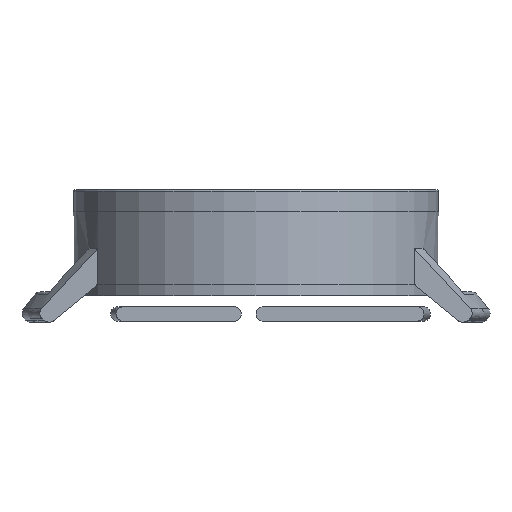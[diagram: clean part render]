
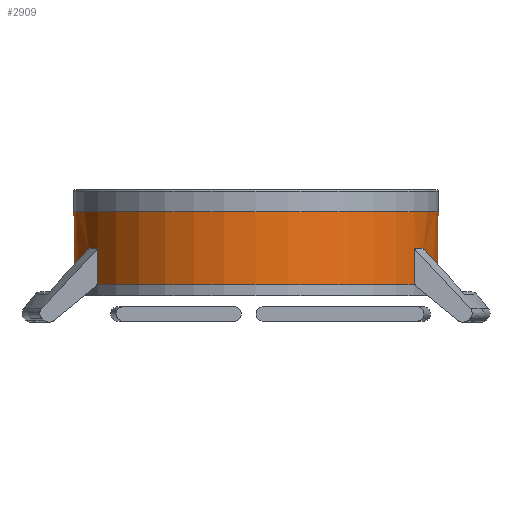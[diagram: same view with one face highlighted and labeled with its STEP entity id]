
A CAD part, left-side view. The second image highlights one B-rep face of the part: STEP entity #2909.
In plain terms, the highlighted cylindrical face has radius 25 mm (diameter 50 mm), a full revolution.
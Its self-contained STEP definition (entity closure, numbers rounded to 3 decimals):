
#42=B_SPLINE_CURVE_WITH_KNOTS('',3,(#4548,#4549,#4550,#4551,#4552,#4553,
#4554,#4555,#4556,#4557,#4558,#4559,#4560,#4561,#4562,#4563,#4564,#4565),
 .UNSPECIFIED.,.F.,.F.,(4,2,2,2,2,2,2,2,4),(0.,0.094,0.188,
0.283,0.377,0.471,0.565,
0.66,0.754),.UNSPECIFIED.);
#43=B_SPLINE_CURVE_WITH_KNOTS('',3,(#4566,#4567,#4568,#4569,#4570,#4571,
#4572,#4573,#4574,#4575,#4576,#4577,#4578,#4579,#4580,#4581,#4582,#4583),
 .UNSPECIFIED.,.F.,.F.,(4,2,2,2,2,2,2,2,4),(0.754,0.848,
0.942,1.037,1.131,1.225,1.319,
1.414,1.508),.UNSPECIFIED.);
#200=FACE_BOUND('',#532,.T.);
#290=CYLINDRICAL_SURFACE('',#3183,25.);
#357=FACE_OUTER_BOUND('',#531,.T.);
#531=EDGE_LOOP('',(#2097,#2098,#2099,#2100,#2101,#2102,#2103,#2104,#2105,
#2106,#2107,#2108,#2109,#2110,#2111,#2112,#2113,#2114,#2115,#2116));
#532=EDGE_LOOP('',(#2117,#2118));
#728=CIRCLE('',#3181,25.);
#729=CIRCLE('',#3182,25.);
#730=CIRCLE('',#3184,25.);
#731=CIRCLE('',#3185,25.);
#732=CIRCLE('',#3186,25.);
#733=CIRCLE('',#3187,25.);
#734=CIRCLE('',#3188,25.);
#735=CIRCLE('',#3189,25.);
#736=CIRCLE('',#3190,25.);
#737=CIRCLE('',#3191,25.);
#856=LINE('',#4444,#1033);
#857=LINE('',#4477,#1034);
#858=LINE('',#4505,#1035);
#859=LINE('',#4512,#1036);
#860=LINE('',#4527,#1037);
#861=LINE('',#4531,#1038);
#862=LINE('',#4535,#1039);
#863=LINE('',#4539,#1040);
#864=LINE('',#4543,#1041);
#1033=VECTOR('',#3564,10.);
#1034=VECTOR('',#3575,10.);
#1035=VECTOR('',#3578,10.);
#1036=VECTOR('',#3581,10.);
#1037=VECTOR('',#3600,10.);
#1038=VECTOR('',#3603,10.);
#1039=VECTOR('',#3606,10.);
#1040=VECTOR('',#3609,10.);
#1041=VECTOR('',#3612,25.);
#1231=VERTEX_POINT('',#4439);
#1232=VERTEX_POINT('',#4443);
#1235=VERTEX_POINT('',#4471);
#1237=VERTEX_POINT('',#4476);
#1240=VERTEX_POINT('',#4490);
#1242=VERTEX_POINT('',#4501);
#1243=VERTEX_POINT('',#4507);
#1244=VERTEX_POINT('',#4511);
#1245=VERTEX_POINT('',#4524);
#1246=VERTEX_POINT('',#4526);
#1247=VERTEX_POINT('',#4528);
#1248=VERTEX_POINT('',#4530);
#1249=VERTEX_POINT('',#4532);
#1250=VERTEX_POINT('',#4534);
#1251=VERTEX_POINT('',#4536);
#1252=VERTEX_POINT('',#4538);
#1253=VERTEX_POINT('',#4540);
#1254=VERTEX_POINT('',#4542);
#1255=VERTEX_POINT('',#4546);
#1256=VERTEX_POINT('',#4547);
#1549=EDGE_CURVE('',#1232,#1231,#856,.T.);
#1556=EDGE_CURVE('',#1237,#1235,#857,.T.);
#1564=EDGE_CURVE('',#1240,#1242,#858,.T.);
#1566=EDGE_CURVE('',#1244,#1243,#859,.T.);
#1570=EDGE_CURVE('',#1231,#1240,#728,.T.);
#1571=EDGE_CURVE('',#1235,#1244,#729,.T.);
#1572=EDGE_CURVE('',#1237,#1242,#730,.T.);
#1573=EDGE_CURVE('',#1245,#1243,#731,.T.);
#1574=EDGE_CURVE('',#1245,#1246,#860,.T.);
#1575=EDGE_CURVE('',#1246,#1247,#732,.T.);
#1576=EDGE_CURVE('',#1247,#1248,#861,.T.);
#1577=EDGE_CURVE('',#1249,#1248,#733,.T.);
#1578=EDGE_CURVE('',#1249,#1250,#862,.T.);
#1579=EDGE_CURVE('',#1250,#1251,#734,.T.);
#1580=EDGE_CURVE('',#1251,#1252,#863,.T.);
#1581=EDGE_CURVE('',#1253,#1252,#735,.T.);
#1582=EDGE_CURVE('',#1253,#1254,#864,.T.);
#1583=EDGE_CURVE('',#1254,#1254,#736,.T.);
#1584=EDGE_CURVE('',#1232,#1253,#737,.T.);
#1585=EDGE_CURVE('',#1255,#1256,#42,.T.);
#1586=EDGE_CURVE('',#1256,#1255,#43,.T.);
#2097=ORIENTED_EDGE('',*,*,#1549,.T.);
#2098=ORIENTED_EDGE('',*,*,#1570,.T.);
#2099=ORIENTED_EDGE('',*,*,#1564,.T.);
#2100=ORIENTED_EDGE('',*,*,#1572,.F.);
#2101=ORIENTED_EDGE('',*,*,#1556,.T.);
#2102=ORIENTED_EDGE('',*,*,#1571,.T.);
#2103=ORIENTED_EDGE('',*,*,#1566,.T.);
#2104=ORIENTED_EDGE('',*,*,#1573,.F.);
#2105=ORIENTED_EDGE('',*,*,#1574,.T.);
#2106=ORIENTED_EDGE('',*,*,#1575,.T.);
#2107=ORIENTED_EDGE('',*,*,#1576,.T.);
#2108=ORIENTED_EDGE('',*,*,#1577,.F.);
#2109=ORIENTED_EDGE('',*,*,#1578,.T.);
#2110=ORIENTED_EDGE('',*,*,#1579,.T.);
#2111=ORIENTED_EDGE('',*,*,#1580,.T.);
#2112=ORIENTED_EDGE('',*,*,#1581,.F.);
#2113=ORIENTED_EDGE('',*,*,#1582,.T.);
#2114=ORIENTED_EDGE('',*,*,#1583,.T.);
#2115=ORIENTED_EDGE('',*,*,#1582,.F.);
#2116=ORIENTED_EDGE('',*,*,#1584,.F.);
#2117=ORIENTED_EDGE('',*,*,#1585,.T.);
#2118=ORIENTED_EDGE('',*,*,#1586,.T.);
#2909=ADVANCED_FACE('',(#357,#200),#290,.T.);
#3181=AXIS2_PLACEMENT_3D('',#4520,#3590,#3591);
#3182=AXIS2_PLACEMENT_3D('',#4521,#3592,#3593);
#3183=AXIS2_PLACEMENT_3D('',#4522,#3594,#3595);
#3184=AXIS2_PLACEMENT_3D('',#4523,#3596,#3597);
#3185=AXIS2_PLACEMENT_3D('',#4525,#3598,#3599);
#3186=AXIS2_PLACEMENT_3D('',#4529,#3601,#3602);
#3187=AXIS2_PLACEMENT_3D('',#4533,#3604,#3605);
#3188=AXIS2_PLACEMENT_3D('',#4537,#3607,#3608);
#3189=AXIS2_PLACEMENT_3D('',#4541,#3610,#3611);
#3190=AXIS2_PLACEMENT_3D('',#4544,#3613,#3614);
#3191=AXIS2_PLACEMENT_3D('',#4545,#3615,#3616);
#3564=DIRECTION('',(0.,0.,-1.));
#3575=DIRECTION('',(0.,0.,-1.));
#3578=DIRECTION('',(0.,0.,1.));
#3581=DIRECTION('',(0.,0.,1.));
#3590=DIRECTION('center_axis',(0.,0.,-1.));
#3591=DIRECTION('ref_axis',(1.,0.,0.));
#3592=DIRECTION('center_axis',(0.,0.,-1.));
#3593=DIRECTION('ref_axis',(1.,0.,0.));
#3594=DIRECTION('center_axis',(0.,0.,1.));
#3595=DIRECTION('ref_axis',(1.,0.,0.));
#3596=DIRECTION('center_axis',(0.,0.,1.));
#3597=DIRECTION('ref_axis',(1.,0.,0.));
#3598=DIRECTION('center_axis',(0.,0.,1.));
#3599=DIRECTION('ref_axis',(1.,0.,0.));
#3600=DIRECTION('',(0.,0.,-1.));
#3601=DIRECTION('center_axis',(0.,0.,-1.));
#3602=DIRECTION('ref_axis',(1.,0.,0.));
#3603=DIRECTION('',(0.,0.,1.));
#3604=DIRECTION('center_axis',(0.,0.,1.));
#3605=DIRECTION('ref_axis',(1.,0.,0.));
#3606=DIRECTION('',(0.,0.,-1.));
#3607=DIRECTION('center_axis',(0.,0.,-1.));
#3608=DIRECTION('ref_axis',(1.,0.,0.));
#3609=DIRECTION('',(0.,0.,1.));
#3610=DIRECTION('center_axis',(0.,0.,1.));
#3611=DIRECTION('ref_axis',(1.,0.,0.));
#3612=DIRECTION('',(0.,0.,-1.));
#3613=DIRECTION('center_axis',(0.,0.,1.));
#3614=DIRECTION('ref_axis',(1.,0.,0.));
#3615=DIRECTION('center_axis',(0.,0.,1.));
#3616=DIRECTION('ref_axis',(1.,0.,0.));
#4439=CARTESIAN_POINT('',(-12.5,21.651,5.));
#4443=CARTESIAN_POINT('',(-12.5,21.651,10.));
#4444=CARTESIAN_POINT('',(-12.5,21.651,0.));
#4471=CARTESIAN_POINT('',(10.,22.913,5.));
#4476=CARTESIAN_POINT('',(10.,22.913,10.));
#4477=CARTESIAN_POINT('',(10.,22.913,0.));
#4490=CARTESIAN_POINT('',(-10.,22.913,5.));
#4501=CARTESIAN_POINT('',(-10.,22.913,10.));
#4505=CARTESIAN_POINT('',(-10.,22.913,0.));
#4507=CARTESIAN_POINT('',(12.5,21.651,10.));
#4511=CARTESIAN_POINT('',(12.5,21.651,5.));
#4512=CARTESIAN_POINT('',(12.5,21.651,0.));
#4520=CARTESIAN_POINT('Origin',(0.,0.,5.));
#4521=CARTESIAN_POINT('Origin',(0.,0.,5.));
#4522=CARTESIAN_POINT('Origin',(0.,0.,0.));
#4523=CARTESIAN_POINT('Origin',(0.,0.,10.));
#4524=CARTESIAN_POINT('',(12.5,-21.651,10.));
#4525=CARTESIAN_POINT('Origin',(0.,0.,10.));
#4526=CARTESIAN_POINT('',(12.5,-21.651,5.));
#4527=CARTESIAN_POINT('',(12.5,-21.651,0.));
#4528=CARTESIAN_POINT('',(10.,-22.913,5.));
#4529=CARTESIAN_POINT('Origin',(0.,0.,5.));
#4530=CARTESIAN_POINT('',(10.,-22.913,10.));
#4531=CARTESIAN_POINT('',(10.,-22.913,0.));
#4532=CARTESIAN_POINT('',(-10.,-22.913,10.));
#4533=CARTESIAN_POINT('Origin',(0.,0.,10.));
#4534=CARTESIAN_POINT('',(-10.,-22.913,5.));
#4535=CARTESIAN_POINT('',(-10.,-22.913,0.));
#4536=CARTESIAN_POINT('',(-12.5,-21.651,5.));
#4537=CARTESIAN_POINT('Origin',(0.,0.,5.));
#4538=CARTESIAN_POINT('',(-12.5,-21.651,10.));
#4539=CARTESIAN_POINT('',(-12.5,-21.651,0.));
#4540=CARTESIAN_POINT('',(-25.,0.,10.));
#4541=CARTESIAN_POINT('Origin',(0.,0.,10.));
#4542=CARTESIAN_POINT('',(-25.,0.,0.));
#4543=CARTESIAN_POINT('',(-25.,0.,0.));
#4544=CARTESIAN_POINT('Origin',(0.,0.,0.));
#4545=CARTESIAN_POINT('Origin',(0.,0.,10.));
#4546=CARTESIAN_POINT('',(24.875,2.5,5.));
#4547=CARTESIAN_POINT('',(24.875,-2.5,5.));
#4548=CARTESIAN_POINT('Ctrl Pts',(24.875,2.5,5.));
#4549=CARTESIAN_POINT('Ctrl Pts',(24.875,2.5,4.686));
#4550=CARTESIAN_POINT('Ctrl Pts',(24.881,2.437,4.351));
#4551=CARTESIAN_POINT('Ctrl Pts',(24.905,2.182,3.735));
#4552=CARTESIAN_POINT('Ctrl Pts',(24.922,1.99,3.454));
#4553=CARTESIAN_POINT('Ctrl Pts',(24.953,1.546,3.01));
#4554=CARTESIAN_POINT('Ctrl Pts',(24.97,1.265,2.818));
#4555=CARTESIAN_POINT('Ctrl Pts',(24.993,0.649,2.563));
#4556=CARTESIAN_POINT('Ctrl Pts',(25.,0.314,2.5));
#4557=CARTESIAN_POINT('Ctrl Pts',(25.,-0.314,2.5));
#4558=CARTESIAN_POINT('Ctrl Pts',(24.993,-0.649,2.563));
#4559=CARTESIAN_POINT('Ctrl Pts',(24.97,-1.265,2.818));
#4560=CARTESIAN_POINT('Ctrl Pts',(24.953,-1.546,3.01));
#4561=CARTESIAN_POINT('Ctrl Pts',(24.922,-1.99,3.454));
#4562=CARTESIAN_POINT('Ctrl Pts',(24.905,-2.182,3.735));
#4563=CARTESIAN_POINT('Ctrl Pts',(24.881,-2.437,4.351));
#4564=CARTESIAN_POINT('Ctrl Pts',(24.875,-2.5,4.686));
#4565=CARTESIAN_POINT('Ctrl Pts',(24.875,-2.5,5.));
#4566=CARTESIAN_POINT('Ctrl Pts',(24.875,-2.5,5.));
#4567=CARTESIAN_POINT('Ctrl Pts',(24.875,-2.5,5.314));
#4568=CARTESIAN_POINT('Ctrl Pts',(24.881,-2.437,5.649));
#4569=CARTESIAN_POINT('Ctrl Pts',(24.905,-2.182,6.265));
#4570=CARTESIAN_POINT('Ctrl Pts',(24.922,-1.99,6.546));
#4571=CARTESIAN_POINT('Ctrl Pts',(24.953,-1.546,6.99));
#4572=CARTESIAN_POINT('Ctrl Pts',(24.97,-1.265,7.182));
#4573=CARTESIAN_POINT('Ctrl Pts',(24.993,-0.649,7.437));
#4574=CARTESIAN_POINT('Ctrl Pts',(25.,-0.314,7.5));
#4575=CARTESIAN_POINT('Ctrl Pts',(25.,0.314,7.5));
#4576=CARTESIAN_POINT('Ctrl Pts',(24.993,0.649,7.437));
#4577=CARTESIAN_POINT('Ctrl Pts',(24.97,1.265,7.182));
#4578=CARTESIAN_POINT('Ctrl Pts',(24.953,1.546,6.99));
#4579=CARTESIAN_POINT('Ctrl Pts',(24.922,1.99,6.546));
#4580=CARTESIAN_POINT('Ctrl Pts',(24.905,2.182,6.265));
#4581=CARTESIAN_POINT('Ctrl Pts',(24.881,2.437,5.649));
#4582=CARTESIAN_POINT('Ctrl Pts',(24.875,2.5,5.314));
#4583=CARTESIAN_POINT('Ctrl Pts',(24.875,2.5,5.));
